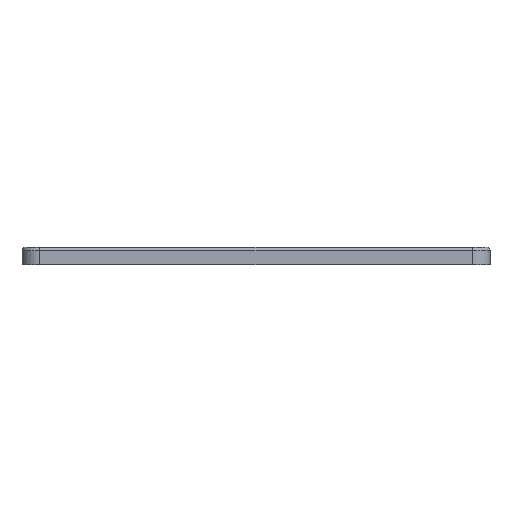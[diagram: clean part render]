
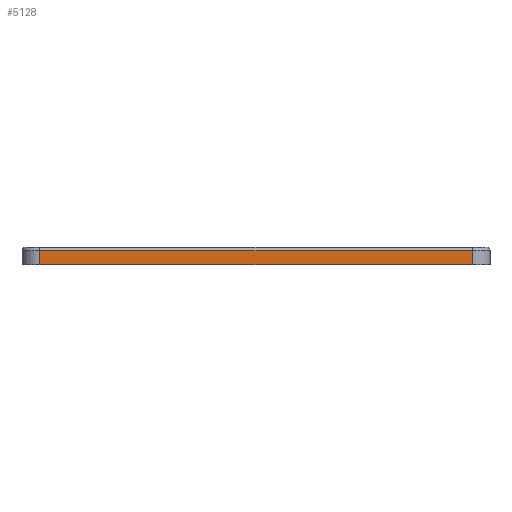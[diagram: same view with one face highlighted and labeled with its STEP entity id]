
A CAD part, front view. The second image highlights one B-rep face of the part: STEP entity #5128.
In plain terms, the highlighted planar face has unit normal (0, -1, 0).
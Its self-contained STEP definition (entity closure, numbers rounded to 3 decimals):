
#231=PLANE('',#5453);
#701=FACE_OUTER_BOUND('',#1005,.T.);
#1005=EDGE_LOOP('',(#3766,#3767,#3768,#3769));
#1295=LINE('',#6281,#1713);
#1300=LINE('',#6303,#1718);
#1376=LINE('',#7264,#1794);
#1377=LINE('',#7267,#1795);
#1713=VECTOR('',#5584,10.);
#1718=VECTOR('',#5611,10.);
#1794=VECTOR('',#5711,10.);
#1795=VECTOR('',#5716,10.);
#2164=VERTEX_POINT('',#6273);
#2166=VERTEX_POINT('',#6279);
#2172=VERTEX_POINT('',#6301);
#2380=VERTEX_POINT('',#7263);
#2703=EDGE_CURVE('',#2166,#2164,#1295,.T.);
#2715=EDGE_CURVE('',#2172,#2166,#1300,.T.);
#2929=EDGE_CURVE('',#2164,#2380,#1376,.T.);
#2931=EDGE_CURVE('',#2380,#2172,#1377,.T.);
#3766=ORIENTED_EDGE('',*,*,#2703,.F.);
#3767=ORIENTED_EDGE('',*,*,#2715,.F.);
#3768=ORIENTED_EDGE('',*,*,#2931,.F.);
#3769=ORIENTED_EDGE('',*,*,#2929,.F.);
#5128=ADVANCED_FACE('',(#701),#231,.T.);
#5453=AXIS2_PLACEMENT_3D('',#7266,#5714,#5715);
#5584=DIRECTION('',(1.,0.,0.));
#5611=DIRECTION('',(0.,0.,1.));
#5711=DIRECTION('',(0.,0.,-1.));
#5714=DIRECTION('center_axis',(0.,-1.,0.));
#5715=DIRECTION('ref_axis',(1.,0.,0.));
#5716=DIRECTION('',(-1.,0.,0.));
#6273=CARTESIAN_POINT('',(-62.72,-78.011,1.6));
#6279=CARTESIAN_POINT('',(-112.12,-78.011,1.6));
#6281=CARTESIAN_POINT('',(-100.024,-78.011,1.6));
#6301=CARTESIAN_POINT('',(-112.12,-78.011,0.));
#6303=CARTESIAN_POINT('',(-112.12,-78.011,0.));
#7263=CARTESIAN_POINT('',(-62.72,-78.011,0.));
#7264=CARTESIAN_POINT('',(-62.72,-78.011,0.));
#7266=CARTESIAN_POINT('Origin',(-112.628,-78.011,0.));
#7267=CARTESIAN_POINT('',(-112.628,-78.011,0.));
